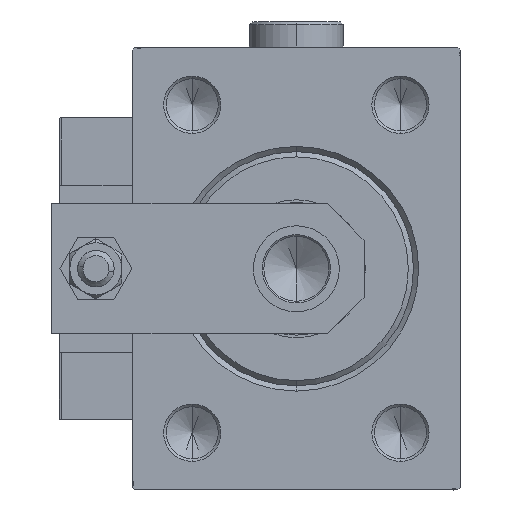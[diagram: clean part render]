
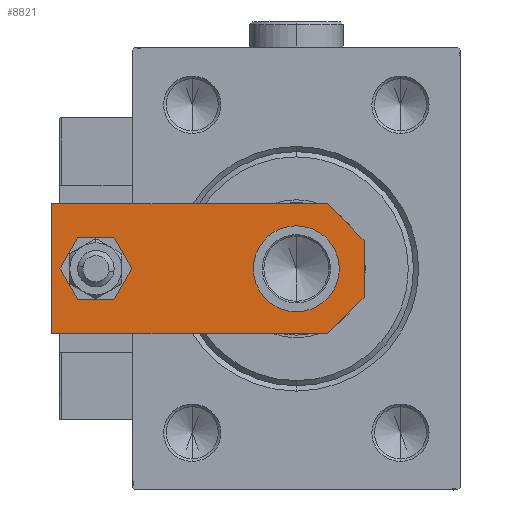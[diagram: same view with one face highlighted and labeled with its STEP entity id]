
A CAD part, left-side view. The second image highlights one B-rep face of the part: STEP entity #8821.
In plain terms, the highlighted face is planar.
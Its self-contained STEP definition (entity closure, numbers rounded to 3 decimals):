
#68 = EDGE_CURVE ( 'NONE', #41014, #19857, #51391, .T. ) ;
#1734 = DIRECTION ( 'NONE',  ( 0., 0., 1. ) ) ;
#1987 = FACE_BOUND ( 'NONE', #38635, .T. ) ;
#2196 = ORIENTED_EDGE ( 'NONE', *, *, #44910, .F. ) ;
#3008 = ORIENTED_EDGE ( 'NONE', *, *, #6995, .T. ) ;
#4218 = DIRECTION ( 'NONE',  ( 1., 0., 0. ) ) ;
#4705 = DIRECTION ( 'NONE',  ( 0.707, -0.707, 0. ) ) ;
#5473 = FACE_OUTER_BOUND ( 'NONE', #39894, .T. ) ;
#5916 = AXIS2_PLACEMENT_3D ( 'NONE', #17515, #41713, #29225 ) ;
#5921 = EDGE_LOOP ( 'NONE', ( #13182, #2196 ) ) ;
#6309 = CARTESIAN_POINT ( 'NONE',  ( -12.5, 60., 6. ) ) ;
#6995 = EDGE_CURVE ( 'NONE', #22898, #25360, #45631, .T. ) ;
#8065 = CARTESIAN_POINT ( 'NONE',  ( 5.5, 0., 6. ) ) ;
#8821 = ADVANCED_FACE ( 'NONE', ( #42677, #5473, #1987 ), #37910, .T. ) ;
#10222 = AXIS2_PLACEMENT_3D ( 'NONE', #45520, #36215, #40196 ) ;
#10424 = DIRECTION ( 'NONE',  ( 0., 0., 1. ) ) ;
#10791 = DIRECTION ( 'NONE',  ( 1., 0., 0. ) ) ;
#10984 = VERTEX_POINT ( 'NONE', #26690 ) ;
#11341 = LINE ( 'NONE', #31261, #14348 ) ;
#13182 = ORIENTED_EDGE ( 'NONE', *, *, #42413, .F. ) ;
#13460 = CARTESIAN_POINT ( 'NONE',  ( 0., 0., 6. ) ) ;
#13546 = VERTEX_POINT ( 'NONE', #35735 ) ;
#13835 = ORIENTED_EDGE ( 'NONE', *, *, #21741, .F. ) ;
#13950 = LINE ( 'NONE', #46887, #26651 ) ;
#14348 = VECTOR ( 'NONE', #34991, 1000. ) ;
#16981 = VERTEX_POINT ( 'NONE', #8065 ) ;
#17515 = CARTESIAN_POINT ( 'NONE',  ( 0., 13., 6. ) ) ;
#18817 = CIRCLE ( 'NONE', #25641, 4. ) ;
#19180 = EDGE_CURVE ( 'NONE', #19857, #29349, #43987, .T. ) ;
#19857 = VERTEX_POINT ( 'NONE', #27281 ) ;
#19918 = EDGE_CURVE ( 'NONE', #29349, #22898, #11341, .T. ) ;
#20627 = ORIENTED_EDGE ( 'NONE', *, *, #49105, .T. ) ;
#21741 = EDGE_CURVE ( 'NONE', #10984, #26222, #34777, .T. ) ;
#22763 = VECTOR ( 'NONE', #23781, 1000. ) ;
#22898 = VERTEX_POINT ( 'NONE', #28499 ) ;
#23093 = VECTOR ( 'NONE', #48203, 1000. ) ;
#23781 = DIRECTION ( 'NONE',  ( -1., 0., 0. ) ) ;
#24403 = CARTESIAN_POINT ( 'NONE',  ( 8.25, 13., 6. ) ) ;
#24912 = AXIS2_PLACEMENT_3D ( 'NONE', #39380, #10424, #30878 ) ;
#24915 = CARTESIAN_POINT ( 'NONE',  ( -2.75, -2.75, 6. ) ) ;
#24965 = DIRECTION ( 'NONE',  ( 0., 0., 1. ) ) ;
#25360 = VERTEX_POINT ( 'NONE', #40142 ) ;
#25641 = AXIS2_PLACEMENT_3D ( 'NONE', #29205, #24965, #4218 ) ;
#26222 = VERTEX_POINT ( 'NONE', #24403 ) ;
#26345 = CIRCLE ( 'NONE', #10222, 4. ) ;
#26390 = EDGE_CURVE ( 'NONE', #25360, #16981, #30976, .T. ) ;
#26469 = ORIENTED_EDGE ( 'NONE', *, *, #28821, .F. ) ;
#26651 = VECTOR ( 'NONE', #43421, 1000. ) ;
#26690 = CARTESIAN_POINT ( 'NONE',  ( -8.25, 13., 6. ) ) ;
#26875 = CARTESIAN_POINT ( 'NONE',  ( 4., 51.5, 6. ) ) ;
#26976 = CARTESIAN_POINT ( 'NONE',  ( 12.5, 7., 6. ) ) ;
#27281 = CARTESIAN_POINT ( 'NONE',  ( 12.5, 60., 6. ) ) ;
#28499 = CARTESIAN_POINT ( 'NONE',  ( -12.5, 7., 6. ) ) ;
#28821 = EDGE_CURVE ( 'NONE', #26222, #10984, #37613, .T. ) ;
#29205 = CARTESIAN_POINT ( 'NONE',  ( 0., 51.5, 6. ) ) ;
#29225 = DIRECTION ( 'NONE',  ( 1., 0., 0. ) ) ;
#29248 = ORIENTED_EDGE ( 'NONE', *, *, #68, .T. ) ;
#29349 = VERTEX_POINT ( 'NONE', #6309 ) ;
#30428 = DIRECTION ( 'NONE',  ( 1., 0., 0. ) ) ;
#30878 = DIRECTION ( 'NONE',  ( 1., 0., 0. ) ) ;
#30976 = LINE ( 'NONE', #47210, #31505 ) ;
#31261 = CARTESIAN_POINT ( 'NONE',  ( -12.5, 60., 6. ) ) ;
#31505 = VECTOR ( 'NONE', #10791, 1000. ) ;
#34165 = VERTEX_POINT ( 'NONE', #26875 ) ;
#34777 = CIRCLE ( 'NONE', #5916, 8.25 ) ;
#34991 = DIRECTION ( 'NONE',  ( 0., -1., 0. ) ) ;
#35435 = CARTESIAN_POINT ( 'NONE',  ( 12.5, 0., 6. ) ) ;
#35735 = CARTESIAN_POINT ( 'NONE',  ( -4., 51.5, 6. ) ) ;
#36215 = DIRECTION ( 'NONE',  ( 0., 0., 1. ) ) ;
#37613 = CIRCLE ( 'NONE', #24912, 8.25 ) ;
#37910 = PLANE ( 'NONE',  #46336 ) ;
#38635 = EDGE_LOOP ( 'NONE', ( #13835, #26469 ) ) ;
#39380 = CARTESIAN_POINT ( 'NONE',  ( 0., 13., 6. ) ) ;
#39485 = VECTOR ( 'NONE', #4705, 1000. ) ;
#39574 = ORIENTED_EDGE ( 'NONE', *, *, #19918, .T. ) ;
#39894 = EDGE_LOOP ( 'NONE', ( #39574, #3008, #51000, #20627, #29248, #50320 ) ) ;
#40142 = CARTESIAN_POINT ( 'NONE',  ( -5.5, 0., 6. ) ) ;
#40196 = DIRECTION ( 'NONE',  ( 1., 0., 0. ) ) ;
#41014 = VERTEX_POINT ( 'NONE', #26976 ) ;
#41713 = DIRECTION ( 'NONE',  ( 0., 0., 1. ) ) ;
#42413 = EDGE_CURVE ( 'NONE', #13546, #34165, #26345, .T. ) ;
#42677 = FACE_BOUND ( 'NONE', #5921, .T. ) ;
#43421 = DIRECTION ( 'NONE',  ( 0.707, 0.707, 0. ) ) ;
#43987 = LINE ( 'NONE', #49044, #22763 ) ;
#44910 = EDGE_CURVE ( 'NONE', #34165, #13546, #18817, .T. ) ;
#45520 = CARTESIAN_POINT ( 'NONE',  ( 0., 51.5, 6. ) ) ;
#45631 = LINE ( 'NONE', #24915, #39485 ) ;
#46336 = AXIS2_PLACEMENT_3D ( 'NONE', #13460, #1734, #30428 ) ;
#46887 = CARTESIAN_POINT ( 'NONE',  ( 2.75, -2.75, 6. ) ) ;
#47210 = CARTESIAN_POINT ( 'NONE',  ( -12.5, 0., 6. ) ) ;
#48203 = DIRECTION ( 'NONE',  ( 0., 1., 0. ) ) ;
#49044 = CARTESIAN_POINT ( 'NONE',  ( 12.5, 60., 6. ) ) ;
#49105 = EDGE_CURVE ( 'NONE', #16981, #41014, #13950, .T. ) ;
#50320 = ORIENTED_EDGE ( 'NONE', *, *, #19180, .T. ) ;
#51000 = ORIENTED_EDGE ( 'NONE', *, *, #26390, .T. ) ;
#51391 = LINE ( 'NONE', #35435, #23093 ) ;
